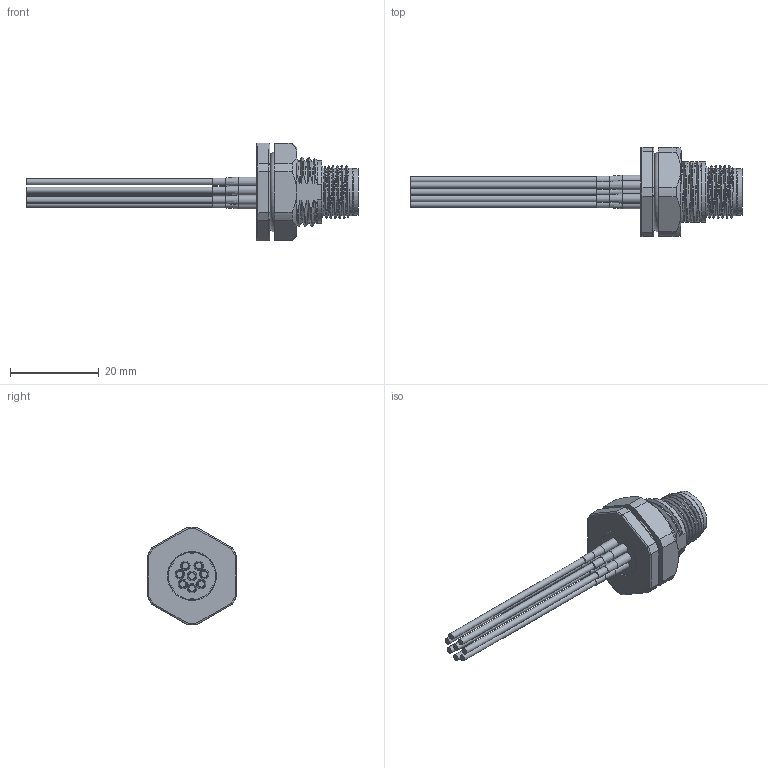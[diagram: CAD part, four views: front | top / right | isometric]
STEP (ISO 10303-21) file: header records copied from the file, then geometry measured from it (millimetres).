
FILE_DESCRIPTION(/* description */ ('Unknown'),/* implementation_level */ '2;1');
FILE_NAME(/* name */ '643411100408',/* time_stamp */ '2022-12-19T11:34:16+01:00',/* author */ ('Unknown'),/* organization */ ('Unknown'),/* preprocessor_version */ 'ST-DEVELOPER v18.102',/* originating_system */ 'Solid Edge',/* authorisation */ 'Unknown');
FILE_SCHEMA (('AUTOMOTIVE_DESIGN {1 0 10303 214 3 1 1}'));
Length unit declared in the file: millimetre
Products named in the file (16): 6434111004xx; 643411100408; 6434111004xx_Housing; 643411100408_Pin; 6434111004xx_Resin; 6434x01004xx_Seal_outer; 643xx01004xx_Nut; 6434111004xx_Pin; 6434111004xx_Shrink tube; Wire 24AWG Blue; Wire 24AWG Red; Wire 24AWG Green; Wire 24AWG White; Wire 24AWG Brown; Wire 24AWG Pink; Wire 24AWG Yellow
Assembly tree (29 placements, depth 2):
  6434111004xx
    643411100408
    6434111004xx_Housing
    643411100408_Pin  x7
    6434111004xx_Resin
    6434x01004xx_Seal_outer
    643xx01004xx_Nut
    6434111004xx_Pin
    6434111004xx_Shrink tube  x8
    Wire 24AWG Blue
    Wire 24AWG Red
    Wire 24AWG Green
    Wire 24AWG White  x2
    Wire 24AWG Brown
    Wire 24AWG Pink
    Wire 24AWG Yellow
Bounding box: 74.66 x 20 x 22 mm (x, y, z)
Volume: 4950.7 mm3; surface area: 9081.3 mm2
Topology: 29 solids, 29 shells, 918 faces, 2236 edges, 1452 vertices
Faces by surface type: plane 470, cylinder 301, cone 74, torus 41, bspline 32
Full cylindrical faces by diameter (mm): 0.61 x8, 0.8 x7, 1 x9, 1.1 x15, 1.2 x7, 1.245 x8, 1.28 x8, 1.3 x23, 1.4 x24, 1.42 x8, 1.5 x3, 1.6 x23, 1.64 x8, 1.68 x8, 1.7 x1, 2.1 x8, 8.32 x1, 9.34 x1, 9.44 x1, 9.5 x2, 10.45 x1, 10.76 x6, 16 x3
Entity records: 25201 total; most frequent: CARTESIAN_POINT 10414, ORIENTED_EDGE 2828, DIRECTION 2821, EDGE_CURVE 1414, VERTEX_POINT 982, AXIS2_PLACEMENT_3D 949, LINE 923, VECTOR 923
